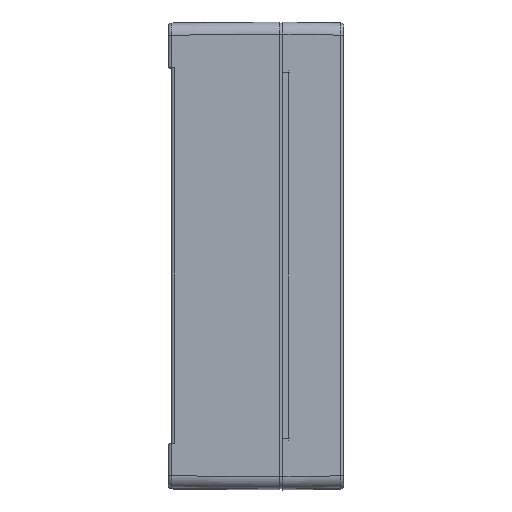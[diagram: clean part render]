
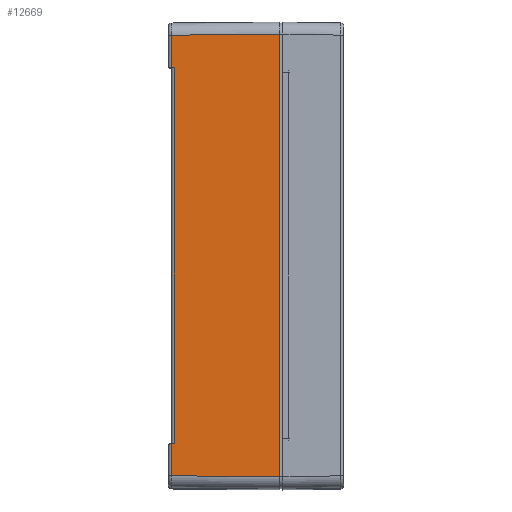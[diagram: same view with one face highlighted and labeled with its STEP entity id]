
A CAD part, top view. The second image highlights one B-rep face of the part: STEP entity #12669.
In plain terms, the highlighted planar face has unit normal (-0.009, 0, 1).
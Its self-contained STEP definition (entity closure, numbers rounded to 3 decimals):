
#65=ELLIPSE('',#13581,0.15,0.15);
#66=ELLIPSE('',#13598,0.15,0.15);
#365=PLANE('',#13665);
#944=LINE('',#22687,#1916);
#953=LINE('',#22731,#1925);
#980=LINE('',#22953,#1952);
#982=LINE('',#22958,#1954);
#983=LINE('',#22960,#1955);
#984=LINE('',#22961,#1956);
#985=LINE('',#22962,#1957);
#986=LINE('',#22963,#1958);
#1916=VECTOR('',#15808,1.6);
#1925=VECTOR('',#15863,1.6);
#1952=VECTOR('',#16006,18.5);
#1954=VECTOR('',#16012,5.352);
#1955=VECTOR('',#16013,21.8);
#1956=VECTOR('',#16014,5.352);
#1957=VECTOR('',#16015,0.149);
#1958=VECTOR('',#16016,0.149);
#3372=FACE_OUTER_BOUND('',#4244,.T.);
#4244=EDGE_LOOP('',(#9736,#9737,#9738,#9739,#9740,#9741,#9742,#9743,#9744,
#9745));
#6025=VERTEX_POINT('',#22103);
#6075=VERTEX_POINT('',#22649);
#6085=VERTEX_POINT('',#22679);
#6086=VERTEX_POINT('',#22681);
#6094=VERTEX_POINT('',#22713);
#6095=VERTEX_POINT('',#22715);
#6135=VERTEX_POINT('',#22950);
#6136=VERTEX_POINT('',#22952);
#6137=VERTEX_POINT('',#22957);
#6138=VERTEX_POINT('',#22959);
#7429=EDGE_CURVE('',#6085,#6086,#65,.T.);
#7432=EDGE_CURVE('',#6075,#6085,#944,.T.);
#7446=EDGE_CURVE('',#6094,#6095,#66,.T.);
#7454=EDGE_CURVE('',#6095,#6025,#953,.T.);
#7516=EDGE_CURVE('',#6135,#6136,#980,.T.);
#7519=EDGE_CURVE('',#6137,#6075,#982,.T.);
#7520=EDGE_CURVE('',#6138,#6137,#983,.T.);
#7521=EDGE_CURVE('',#6025,#6138,#984,.T.);
#7522=EDGE_CURVE('',#6136,#6094,#985,.T.);
#7523=EDGE_CURVE('',#6086,#6135,#986,.T.);
#9736=ORIENTED_EDGE('',*,*,#7432,.F.);
#9737=ORIENTED_EDGE('',*,*,#7519,.F.);
#9738=ORIENTED_EDGE('',*,*,#7520,.F.);
#9739=ORIENTED_EDGE('',*,*,#7521,.F.);
#9740=ORIENTED_EDGE('',*,*,#7454,.F.);
#9741=ORIENTED_EDGE('',*,*,#7446,.F.);
#9742=ORIENTED_EDGE('',*,*,#7522,.F.);
#9743=ORIENTED_EDGE('',*,*,#7516,.F.);
#9744=ORIENTED_EDGE('',*,*,#7523,.F.);
#9745=ORIENTED_EDGE('',*,*,#7429,.F.);
#12669=ADVANCED_FACE('',(#3372),#365,.F.);
#13581=AXIS2_PLACEMENT_3D('',#22682,#15802,#15803);
#13598=AXIS2_PLACEMENT_3D('',#22716,#15844,#15845);
#13665=AXIS2_PLACEMENT_3D('',#22956,#16010,#16011);
#15802=DIRECTION('center_axis',(0.009,0.,-1.));
#15803=DIRECTION('ref_axis',(-1.,0.,-0.009));
#15808=DIRECTION('',(0.,1.,0.));
#15844=DIRECTION('center_axis',(0.009,0.,-1.));
#15845=DIRECTION('ref_axis',(-1.,0.,-0.009));
#15863=DIRECTION('',(0.,1.,0.));
#16006=DIRECTION('',(0.,1.,0.));
#16010=DIRECTION('center_axis',(0.009,0.,-1.));
#16011=DIRECTION('ref_axis',(-1.,0.,-0.009));
#16012=DIRECTION('',(-1.,0.009,-0.009));
#16013=DIRECTION('',(0.,-1.,0.));
#16014=DIRECTION('',(1.,0.009,0.009));
#16015=DIRECTION('',(-1.,0.,-0.009));
#16016=DIRECTION('',(1.,0.,0.009));
#22103=CARTESIAN_POINT('',(-0.001,10.85,14.95));
#22649=CARTESIAN_POINT('',(-0.001,-10.85,14.95));
#22679=CARTESIAN_POINT('',(-0.001,-9.25,14.95));
#22681=CARTESIAN_POINT('',(0.,-9.25,14.95));
#22682=CARTESIAN_POINT('Origin',(0.,-9.4,14.95));
#22687=CARTESIAN_POINT('',(-0.001,-10.85,14.95));
#22713=CARTESIAN_POINT('',(0.,9.25,14.95));
#22715=CARTESIAN_POINT('',(-0.001,9.25,14.95));
#22716=CARTESIAN_POINT('Origin',(0.,9.4,14.95));
#22731=CARTESIAN_POINT('',(-0.001,9.25,14.95));
#22950=CARTESIAN_POINT('',(0.149,-9.25,14.952));
#22952=CARTESIAN_POINT('',(0.149,9.25,14.952));
#22953=CARTESIAN_POINT('',(0.149,-9.25,14.952));
#22956=CARTESIAN_POINT('Origin',(0.,-11.5,14.95));
#22957=CARTESIAN_POINT('',(5.35,-10.9,15.));
#22958=CARTESIAN_POINT('',(5.35,-10.9,15.));
#22959=CARTESIAN_POINT('',(5.35,10.9,15.));
#22960=CARTESIAN_POINT('',(5.35,10.9,15.));
#22961=CARTESIAN_POINT('',(-0.001,10.85,14.95));
#22962=CARTESIAN_POINT('',(0.149,9.25,14.952));
#22963=CARTESIAN_POINT('',(0.,-9.25,14.95));
